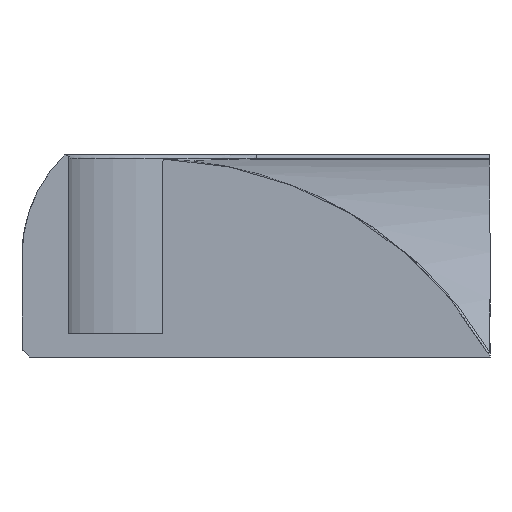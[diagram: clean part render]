
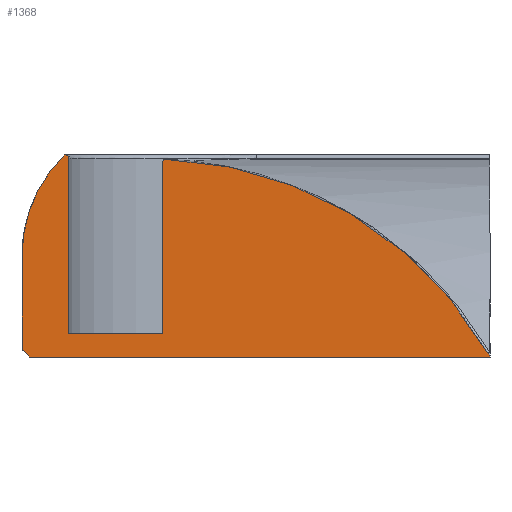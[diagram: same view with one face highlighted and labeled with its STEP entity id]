
A CAD part, front view. The second image highlights one B-rep face of the part: STEP entity #1368.
In plain terms, the highlighted planar face has unit normal (0, -1, 0).
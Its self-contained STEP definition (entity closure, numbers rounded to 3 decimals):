
#7=CARTESIAN_POINT('',(-26.979,0.303,1.197));
#8=VERTEX_POINT('',#7);
#9=CARTESIAN_POINT('',(-20.979,0.303,1.197));
#10=VERTEX_POINT('',#9);
#11=CARTESIAN_POINT('',(-26.979,0.303,1.197));
#12=DIRECTION('',(1.0,0.0,0.0));
#13=VECTOR('',#12,6.0);
#14=LINE('',#11,#13);
#15=EDGE_CURVE('',#8,#10,#14,.T.);
#121=CARTESIAN_POINT('',(-29.979,0.303,0.197));
#122=VERTEX_POINT('',#121);
#140=CARTESIAN_POINT('',(-29.479,0.303,-0.303));
#141=VERTEX_POINT('',#140);
#148=CARTESIAN_POINT('',(-29.979,0.303,0.197));
#149=DIRECTION('',(0.707,0.,-0.707));
#150=VECTOR('',#149,0.707);
#151=LINE('',#148,#150);
#152=EDGE_CURVE('',#122,#141,#151,.T.);
#443=CARTESIAN_POINT('',(-29.979,0.303,6.197));
#444=VERTEX_POINT('',#443);
#453=CARTESIAN_POINT('',(-29.979,0.303,6.197));
#454=DIRECTION('',(0.0,0.0,-1.0));
#455=VECTOR('',#454,6.);
#456=LINE('',#453,#455);
#457=EDGE_CURVE('',#444,#122,#456,.T.);
#491=CARTESIAN_POINT('',(-27.261,0.303,12.642));
#492=VERTEX_POINT('',#491);
#501=CARTESIAN_POINT('',(-20.979,0.303,6.197));
#502=DIRECTION('',(0.0,-1.0,0.));
#503=DIRECTION('',(-1.0,0.0,0.0));
#504=AXIS2_PLACEMENT_3D('',#501,#502,#503);
#505=CIRCLE('',#504,9.);
#506=EDGE_CURVE('',#492,#444,#505,.T.);
#541=CARTESIAN_POINT('',(0.0,0.303,-0.303));
#542=VERTEX_POINT('',#541);
#543=CARTESIAN_POINT('',(-29.479,0.303,-0.303));
#544=DIRECTION('',(1.0,0.0,0.0));
#545=VECTOR('',#544,29.479);
#546=LINE('',#543,#545);
#547=EDGE_CURVE('',#141,#542,#546,.T.);
#874=CARTESIAN_POINT('',(-27.179,0.303,12.642));
#875=VERTEX_POINT('',#874);
#882=CARTESIAN_POINT('',(-26.979,0.303,12.442));
#883=VERTEX_POINT('',#882);
#884=CARTESIAN_POINT('',(-27.179,0.303,12.442));
#885=DIRECTION('',(0.0,-1.0,0.));
#886=DIRECTION('',(1.0,0.0,0.0));
#887=AXIS2_PLACEMENT_3D('',#884,#885,#886);
#888=CIRCLE('',#887,0.2);
#889=EDGE_CURVE('',#883,#875,#888,.T.);
#947=CARTESIAN_POINT('',(-27.179,0.303,12.642));
#948=DIRECTION('',(-1.0,0.0,0.0));
#949=VECTOR('',#948,0.082);
#950=LINE('',#947,#949);
#951=EDGE_CURVE('',#875,#492,#950,.T.);
#987=CARTESIAN_POINT('',(-26.979,0.303,1.197));
#988=DIRECTION('',(0.,0.,1.));
#989=VECTOR('',#988,11.245);
#990=LINE('',#987,#989);
#991=EDGE_CURVE('',#8,#883,#990,.T.);
#1168=CARTESIAN_POINT('',(-20.979,0.303,12.162));
#1169=VERTEX_POINT('',#1168);
#1170=CARTESIAN_POINT('',(-20.772,0.303,12.362));
#1171=VERTEX_POINT('',#1170);
#1172=CARTESIAN_POINT('',(-20.779,0.303,12.162));
#1173=DIRECTION('',(0.0,1.0,0.));
#1174=DIRECTION('',(-1.0,0.0,0.0));
#1175=AXIS2_PLACEMENT_3D('',#1172,#1173,#1174);
#1176=CIRCLE('',#1175,0.2);
#1177=EDGE_CURVE('',#1169,#1171,#1176,.T.);
#1323=CARTESIAN_POINT('',(-20.979,0.303,1.197));
#1324=DIRECTION('',(0.0,0.0,1.0));
#1325=VECTOR('',#1324,10.965);
#1326=LINE('',#1323,#1325);
#1327=EDGE_CURVE('',#10,#1169,#1326,.T.);
#1335=CARTESIAN_POINT('',(-32.977,0.303,-1.598));
#1336=DIRECTION('',(0.0,-1.0,0.0));
#1337=DIRECTION('',(1.0,0.0,0.0));
#1338=AXIS2_PLACEMENT_3D('',#1335,#1336,#1337);
#1339=PLANE('',#1338);
#1340=ORIENTED_EDGE('',*,*,#506,.T.);
#1341=ORIENTED_EDGE('',*,*,#457,.T.);
#1342=ORIENTED_EDGE('',*,*,#152,.T.);
#1343=ORIENTED_EDGE('',*,*,#547,.T.);
#1344=CARTESIAN_POINT('',(-0.173,0.303,0.));
#1345=VERTEX_POINT('',#1344);
#1346=CARTESIAN_POINT('',(-21.664,0.303,-12.468));
#1347=DIRECTION('',(0.,-1.,0.));
#1348=DIRECTION('',(0.872,0.,0.49));
#1349=AXIS2_PLACEMENT_3D('',#1346,#1347,#1348);
#1350=CIRCLE('',#1349,24.846);
#1351=EDGE_CURVE('',#542,#1345,#1350,.T.);
#1352=ORIENTED_EDGE('',*,*,#1351,.T.);
#1353=CARTESIAN_POINT('',(-21.664,0.303,-12.468));
#1354=DIRECTION('',(0.,-1.,0.));
#1355=DIRECTION('',(0.872,0.,0.49));
#1356=AXIS2_PLACEMENT_3D('',#1353,#1354,#1355);
#1357=CIRCLE('',#1356,24.846);
#1358=EDGE_CURVE('',#1345,#1171,#1357,.T.);
#1359=ORIENTED_EDGE('',*,*,#1358,.T.);
#1360=ORIENTED_EDGE('',*,*,#1177,.F.);
#1361=ORIENTED_EDGE('',*,*,#1327,.F.);
#1362=ORIENTED_EDGE('',*,*,#15,.F.);
#1363=ORIENTED_EDGE('',*,*,#991,.T.);
#1364=ORIENTED_EDGE('',*,*,#889,.T.);
#1365=ORIENTED_EDGE('',*,*,#951,.T.);
#1366=EDGE_LOOP('',(#1340,#1341,#1342,#1343,#1352,#1359,#1360,#1361,#1362,#1363,#1364,#1365));
#1367=FACE_OUTER_BOUND('',#1366,.T.);
#1368=ADVANCED_FACE('',(#1367),#1339,.T.);
